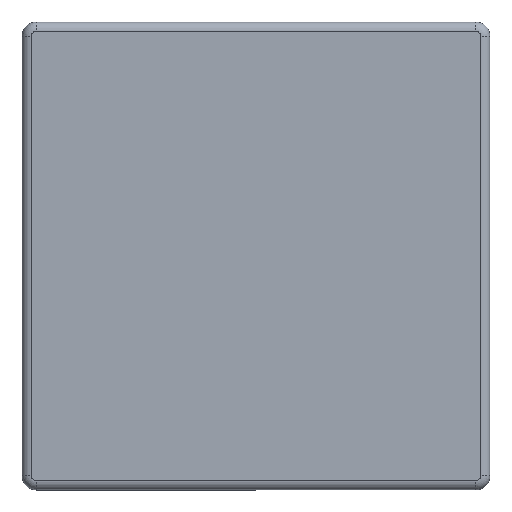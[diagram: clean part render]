
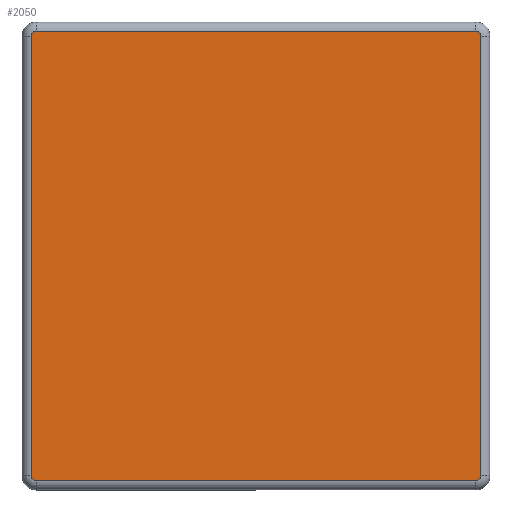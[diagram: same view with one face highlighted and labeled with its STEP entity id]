
A CAD part, top view. The second image highlights one B-rep face of the part: STEP entity #2050.
In plain terms, the highlighted planar face has unit normal (0, 0, 1).
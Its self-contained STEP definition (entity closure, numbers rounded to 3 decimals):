
#71 = DIRECTION ( 'NONE',  ( 0., -1., 0. ) ) ;
#91 = CARTESIAN_POINT ( 'NONE',  ( -47., 48., 3. ) ) ;
#92 = CARTESIAN_POINT ( 'NONE',  ( -48., -47., 3. ) ) ;
#93 = DIRECTION ( 'NONE',  ( -1., 0., 0. ) ) ;
#94 = CARTESIAN_POINT ( 'NONE',  ( 47., -48., 3. ) ) ;
#95 = DIRECTION ( 'NONE',  ( 1., 0., 0. ) ) ;
#96 = CARTESIAN_POINT ( 'NONE',  ( -47., 47., 3. ) ) ;
#97 = DIRECTION ( 'NONE',  ( 0., 0., 1. ) ) ;
#98 = DIRECTION ( 'NONE',  ( 1., 0., 0. ) ) ;
#99 = CARTESIAN_POINT ( 'NONE',  ( 48., 47., 3. ) ) ;
#100 = DIRECTION ( 'NONE',  ( 0., 1., 0. ) ) ;
#101 = CARTESIAN_POINT ( 'NONE',  ( -47., -47., 3. ) ) ;
#102 = DIRECTION ( 'NONE',  ( 0., 0., 1. ) ) ;
#103 = DIRECTION ( 'NONE',  ( 1., 0., 0. ) ) ;
#104 = CARTESIAN_POINT ( 'NONE',  ( 47., -47., 3. ) ) ;
#105 = DIRECTION ( 'NONE',  ( 0., 0., 1. ) ) ;
#106 = DIRECTION ( 'NONE',  ( 1., 0., 0. ) ) ;
#107 = CARTESIAN_POINT ( 'NONE',  ( 47., 47., 3. ) ) ;
#108 = DIRECTION ( 'NONE',  ( 0., 0., 1. ) ) ;
#109 = DIRECTION ( 'NONE',  ( 1., 0., 0. ) ) ;
#608 = CARTESIAN_POINT ( 'NONE',  ( 0., 0., 3. ) ) ;
#615 = PLANE ( 'NONE',  #723 ) ;
#617 = DIRECTION ( 'NONE',  ( 0., 0., 1. ) ) ;
#618 = DIRECTION ( 'NONE',  ( 1., 0., 0. ) ) ;
#723 = AXIS2_PLACEMENT_3D ( 'NONE', #608, #617, #618 ) ;
#963 = EDGE_CURVE ( 'NONE', #1789, #1801, #1310, .T. ) ;
#964 = EDGE_CURVE ( 'NONE', #1801, #1809, #1292, .T. ) ;
#965 = EDGE_CURVE ( 'NONE', #1809, #1810, #1314, .T. ) ;
#966 = EDGE_CURVE ( 'NONE', #1810, #1811, #1315, .T. ) ;
#967 = EDGE_CURVE ( 'NONE', #1811, #1812, #1317, .T. ) ;
#968 = EDGE_CURVE ( 'NONE', #1812, #1813, #1318, .T. ) ;
#969 = EDGE_CURVE ( 'NONE', #1813, #1814, #1320, .T. ) ;
#970 = EDGE_CURVE ( 'NONE', #1814, #1789, #1321, .T. ) ;
#1292 = CIRCLE ( 'NONE', #1908, 1. ) ;
#1310 = LINE ( 'NONE', #91, #1313 ) ;
#1313 = VECTOR ( 'NONE', #93, 1000. ) ;
#1314 = LINE ( 'NONE', #92, #1316 ) ;
#1315 = CIRCLE ( 'NONE', #1909, 1. ) ;
#1316 = VECTOR ( 'NONE', #71, 1000. ) ;
#1317 = LINE ( 'NONE', #94, #1319 ) ;
#1318 = CIRCLE ( 'NONE', #1910, 1. ) ;
#1319 = VECTOR ( 'NONE', #95, 1000. ) ;
#1320 = LINE ( 'NONE', #99, #1322 ) ;
#1321 = CIRCLE ( 'NONE', #1911, 1. ) ;
#1322 = VECTOR ( 'NONE', #100, 1000. ) ;
#1514 = FACE_OUTER_BOUND ( 'NONE', #2289, .T. ) ;
#1789 = VERTEX_POINT ( 'NONE', #2158 ) ;
#1801 = VERTEX_POINT ( 'NONE', #2170 ) ;
#1809 = VERTEX_POINT ( 'NONE', #2178 ) ;
#1810 = VERTEX_POINT ( 'NONE', #2179 ) ;
#1811 = VERTEX_POINT ( 'NONE', #2180 ) ;
#1812 = VERTEX_POINT ( 'NONE', #2181 ) ;
#1813 = VERTEX_POINT ( 'NONE', #2182 ) ;
#1814 = VERTEX_POINT ( 'NONE', #2183 ) ;
#1908 = AXIS2_PLACEMENT_3D ( 'NONE', #96, #97, #98 ) ;
#1909 = AXIS2_PLACEMENT_3D ( 'NONE', #101, #102, #103 ) ;
#1910 = AXIS2_PLACEMENT_3D ( 'NONE', #104, #105, #106 ) ;
#1911 = AXIS2_PLACEMENT_3D ( 'NONE', #107, #108, #109 ) ;
#2050 = ADVANCED_FACE ( 'NONE', ( #1514 ), #615, .T. ) ;
#2158 = CARTESIAN_POINT ( 'NONE',  ( 47., 48., 3. ) ) ;
#2170 = CARTESIAN_POINT ( 'NONE',  ( -47., 48., 3. ) ) ;
#2178 = CARTESIAN_POINT ( 'NONE',  ( -48., 47., 3. ) ) ;
#2179 = CARTESIAN_POINT ( 'NONE',  ( -48., -47., 3. ) ) ;
#2180 = CARTESIAN_POINT ( 'NONE',  ( -47., -48., 3. ) ) ;
#2181 = CARTESIAN_POINT ( 'NONE',  ( 47., -48., 3. ) ) ;
#2182 = CARTESIAN_POINT ( 'NONE',  ( 48., -47., 3. ) ) ;
#2183 = CARTESIAN_POINT ( 'NONE',  ( 48., 47., 3. ) ) ;
#2289 = EDGE_LOOP ( 'NONE', ( #2366, #2367, #2368, #2369, #2370, #2371, #2372, #2373 ) ) ;
#2366 = ORIENTED_EDGE ( 'NONE', *, *, #963, .T. ) ;
#2367 = ORIENTED_EDGE ( 'NONE', *, *, #964, .T. ) ;
#2368 = ORIENTED_EDGE ( 'NONE', *, *, #965, .T. ) ;
#2369 = ORIENTED_EDGE ( 'NONE', *, *, #966, .T. ) ;
#2370 = ORIENTED_EDGE ( 'NONE', *, *, #967, .T. ) ;
#2371 = ORIENTED_EDGE ( 'NONE', *, *, #968, .T. ) ;
#2372 = ORIENTED_EDGE ( 'NONE', *, *, #969, .T. ) ;
#2373 = ORIENTED_EDGE ( 'NONE', *, *, #970, .T. ) ;
